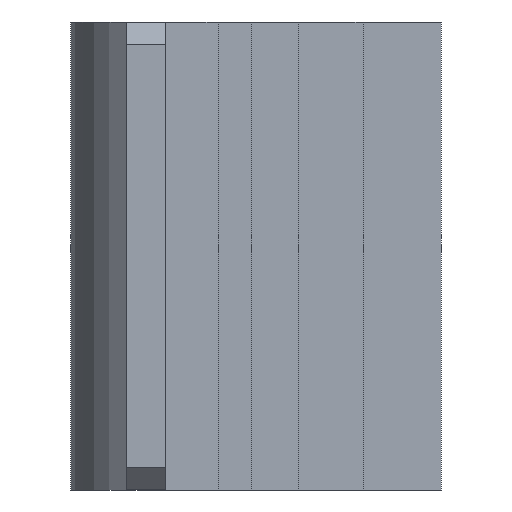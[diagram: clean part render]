
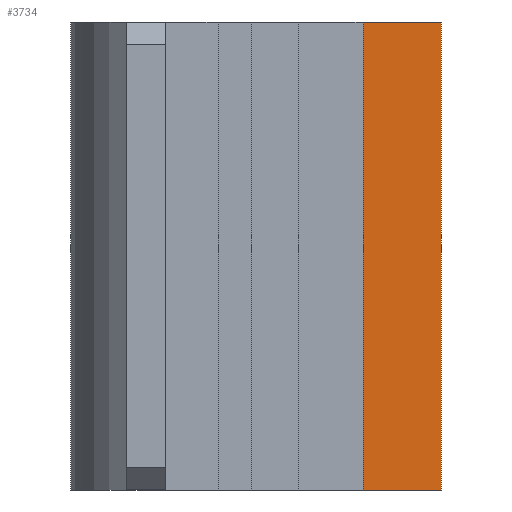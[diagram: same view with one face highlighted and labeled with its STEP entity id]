
A CAD part, left-side view. The second image highlights one B-rep face of the part: STEP entity #3734.
In plain terms, the highlighted planar face has unit normal (-1, 0, 0).
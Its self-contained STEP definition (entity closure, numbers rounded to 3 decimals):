
#78 = PLANE('',#79);
#79 = AXIS2_PLACEMENT_3D('',#80,#81,#82);
#80 = CARTESIAN_POINT('',(-10.023,9.282,
    0.));
#81 = DIRECTION('',(0.,0.,1.));
#82 = DIRECTION('',(0.,1.,0.));
#225 = PLANE('',#226);
#226 = AXIS2_PLACEMENT_3D('',#227,#228,#229);
#227 = CARTESIAN_POINT('',(-10.7,8.25,42.));
#228 = DIRECTION('',(0.,0.,1.));
#229 = DIRECTION('',(1.,0.,0.));
#1308 = VERTEX_POINT('',#1309);
#1309 = CARTESIAN_POINT('',(-3.5,-11.75,0.));
#1323 = PLANE('',#1324);
#1324 = AXIS2_PLACEMENT_3D('',#1325,#1326,#1327);
#1325 = CARTESIAN_POINT('',(0.,-11.75,0.));
#1326 = DIRECTION('',(0.,-1.,0.));
#1327 = DIRECTION('',(-1.,0.,0.));
#1335 = EDGE_CURVE('',#1336,#1308,#1338,.T.);
#1336 = VERTEX_POINT('',#1337);
#1337 = CARTESIAN_POINT('',(-3.5,-4.75,0.));
#1338 = SURFACE_CURVE('',#1339,(#1343,#1350),.PCURVE_S1.);
#1339 = LINE('',#1340,#1341);
#1340 = CARTESIAN_POINT('',(-3.5,-4.75,0.));
#1341 = VECTOR('',#1342,1.);
#1342 = DIRECTION('',(0.,-1.,0.));
#1343 = PCURVE('',#78,#1344);
#1344 = DEFINITIONAL_REPRESENTATION('',(#1345),#1349);
#1345 = LINE('',#1346,#1347);
#1346 = CARTESIAN_POINT('',(-14.032,-6.523));
#1347 = VECTOR('',#1348,1.);
#1348 = DIRECTION('',(-1.,0.));
#1349 = ( GEOMETRIC_REPRESENTATION_CONTEXT(2) 
PARAMETRIC_REPRESENTATION_CONTEXT() REPRESENTATION_CONTEXT('2D SPACE',''
  ) );
#1350 = PCURVE('',#1351,#1356);
#1351 = PLANE('',#1352);
#1352 = AXIS2_PLACEMENT_3D('',#1353,#1354,#1355);
#1353 = CARTESIAN_POINT('',(-3.5,-4.75,0.));
#1354 = DIRECTION('',(1.,0.,0.));
#1355 = DIRECTION('',(0.,-1.,0.));
#1356 = DEFINITIONAL_REPRESENTATION('',(#1357),#1361);
#1357 = LINE('',#1358,#1359);
#1358 = CARTESIAN_POINT('',(0.,0.));
#1359 = VECTOR('',#1360,1.);
#1360 = DIRECTION('',(1.,0.));
#1361 = ( GEOMETRIC_REPRESENTATION_CONTEXT(2) 
PARAMETRIC_REPRESENTATION_CONTEXT() REPRESENTATION_CONTEXT('2D SPACE',''
  ) );
#1379 = PLANE('',#1380);
#1380 = AXIS2_PLACEMENT_3D('',#1381,#1382,#1383);
#1381 = CARTESIAN_POINT('',(-3.5,-4.75,0.));
#1382 = DIRECTION('',(0.,-1.,0.));
#1383 = DIRECTION('',(-1.,0.,0.));
#2609 = VERTEX_POINT('',#2610);
#2610 = CARTESIAN_POINT('',(-3.5,-4.75,42.));
#2631 = EDGE_CURVE('',#2609,#2632,#2634,.T.);
#2632 = VERTEX_POINT('',#2633);
#2633 = CARTESIAN_POINT('',(-3.5,-11.75,42.));
#2634 = SURFACE_CURVE('',#2635,(#2639,#2646),.PCURVE_S1.);
#2635 = LINE('',#2636,#2637);
#2636 = CARTESIAN_POINT('',(-3.5,-4.75,42.));
#2637 = VECTOR('',#2638,1.);
#2638 = DIRECTION('',(0.,-1.,0.));
#2639 = PCURVE('',#225,#2640);
#2640 = DEFINITIONAL_REPRESENTATION('',(#2641),#2645);
#2641 = LINE('',#2642,#2643);
#2642 = CARTESIAN_POINT('',(7.2,-13.));
#2643 = VECTOR('',#2644,1.);
#2644 = DIRECTION('',(0.,-1.));
#2645 = ( GEOMETRIC_REPRESENTATION_CONTEXT(2) 
PARAMETRIC_REPRESENTATION_CONTEXT() REPRESENTATION_CONTEXT('2D SPACE',''
  ) );
#2646 = PCURVE('',#1351,#2647);
#2647 = DEFINITIONAL_REPRESENTATION('',(#2648),#2652);
#2648 = LINE('',#2649,#2650);
#2649 = CARTESIAN_POINT('',(0.,-42.));
#2650 = VECTOR('',#2651,1.);
#2651 = DIRECTION('',(1.,0.));
#2652 = ( GEOMETRIC_REPRESENTATION_CONTEXT(2) 
PARAMETRIC_REPRESENTATION_CONTEXT() REPRESENTATION_CONTEXT('2D SPACE',''
  ) );
#3713 = EDGE_CURVE('',#1308,#2632,#3714,.T.);
#3714 = SURFACE_CURVE('',#3715,(#3719,#3726),.PCURVE_S1.);
#3715 = LINE('',#3716,#3717);
#3716 = CARTESIAN_POINT('',(-3.5,-11.75,0.));
#3717 = VECTOR('',#3718,1.);
#3718 = DIRECTION('',(0.,0.,1.));
#3719 = PCURVE('',#1323,#3720);
#3720 = DEFINITIONAL_REPRESENTATION('',(#3721),#3725);
#3721 = LINE('',#3722,#3723);
#3722 = CARTESIAN_POINT('',(3.5,0.));
#3723 = VECTOR('',#3724,1.);
#3724 = DIRECTION('',(0.,-1.));
#3725 = ( GEOMETRIC_REPRESENTATION_CONTEXT(2) 
PARAMETRIC_REPRESENTATION_CONTEXT() REPRESENTATION_CONTEXT('2D SPACE',''
  ) );
#3726 = PCURVE('',#1351,#3727);
#3727 = DEFINITIONAL_REPRESENTATION('',(#3728),#3732);
#3728 = LINE('',#3729,#3730);
#3729 = CARTESIAN_POINT('',(7.,0.));
#3730 = VECTOR('',#3731,1.);
#3731 = DIRECTION('',(0.,-1.));
#3732 = ( GEOMETRIC_REPRESENTATION_CONTEXT(2) 
PARAMETRIC_REPRESENTATION_CONTEXT() REPRESENTATION_CONTEXT('2D SPACE',''
  ) );
#3734 = ADVANCED_FACE('',(#3735),#1351,.F.);
#3735 = FACE_BOUND('',#3736,.F.);
#3736 = EDGE_LOOP('',(#3737,#3758,#3759,#3760));
#3737 = ORIENTED_EDGE('',*,*,#3738,.T.);
#3738 = EDGE_CURVE('',#1336,#2609,#3739,.T.);
#3739 = SURFACE_CURVE('',#3740,(#3744,#3751),.PCURVE_S1.);
#3740 = LINE('',#3741,#3742);
#3741 = CARTESIAN_POINT('',(-3.5,-4.75,0.));
#3742 = VECTOR('',#3743,1.);
#3743 = DIRECTION('',(0.,0.,1.));
#3744 = PCURVE('',#1351,#3745);
#3745 = DEFINITIONAL_REPRESENTATION('',(#3746),#3750);
#3746 = LINE('',#3747,#3748);
#3747 = CARTESIAN_POINT('',(0.,0.));
#3748 = VECTOR('',#3749,1.);
#3749 = DIRECTION('',(0.,-1.));
#3750 = ( GEOMETRIC_REPRESENTATION_CONTEXT(2) 
PARAMETRIC_REPRESENTATION_CONTEXT() REPRESENTATION_CONTEXT('2D SPACE',''
  ) );
#3751 = PCURVE('',#1379,#3752);
#3752 = DEFINITIONAL_REPRESENTATION('',(#3753),#3757);
#3753 = LINE('',#3754,#3755);
#3754 = CARTESIAN_POINT('',(0.,-0.));
#3755 = VECTOR('',#3756,1.);
#3756 = DIRECTION('',(0.,-1.));
#3757 = ( GEOMETRIC_REPRESENTATION_CONTEXT(2) 
PARAMETRIC_REPRESENTATION_CONTEXT() REPRESENTATION_CONTEXT('2D SPACE',''
  ) );
#3758 = ORIENTED_EDGE('',*,*,#2631,.T.);
#3759 = ORIENTED_EDGE('',*,*,#3713,.F.);
#3760 = ORIENTED_EDGE('',*,*,#1335,.F.);
